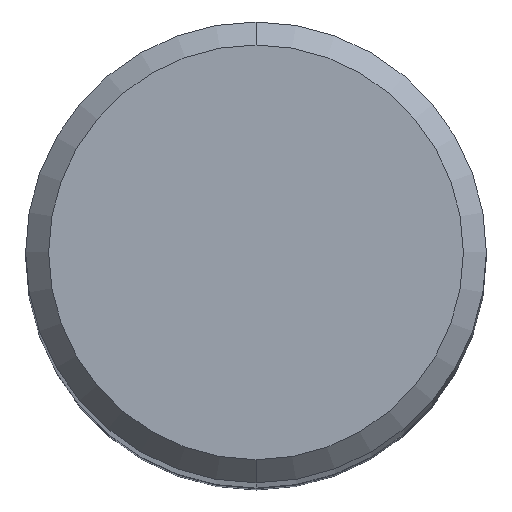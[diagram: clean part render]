
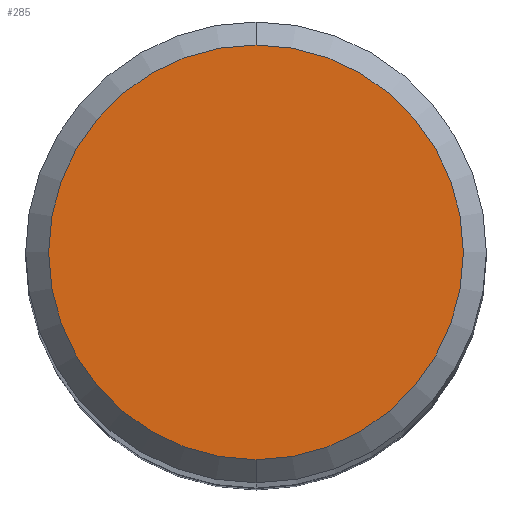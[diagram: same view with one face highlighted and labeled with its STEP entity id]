
A CAD part, top view. The second image highlights one B-rep face of the part: STEP entity #285.
In plain terms, the highlighted planar face has unit normal (0, 0, 1).
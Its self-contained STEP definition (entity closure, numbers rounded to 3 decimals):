
#145=EDGE_CURVE('',#257,#233,#376,.T.);
#233=VERTEX_POINT('',#479);
#257=VERTEX_POINT('',#504);
#285=ADVANCED_FACE('',(#535),#536,.T.);
#343=EDGE_CURVE('',#233,#257,#601,.T.);
#376=CIRCLE('',#632,3.6);
#479=CARTESIAN_POINT('',(0.,-3.6,0.0));
#504=CARTESIAN_POINT('',(0.0,3.6,0.0));
#535=FACE_OUTER_BOUND('',#836,.T.);
#536=PLANE('',#837);
#601=CIRCLE('',#921,3.6);
#632=AXIS2_PLACEMENT_3D('',#933,#934,#935);
#836=EDGE_LOOP('',(#1139,#1140));
#837=AXIS2_PLACEMENT_3D('',#1141,#1142,#1143);
#921=AXIS2_PLACEMENT_3D('',#1229,#1230,#1231);
#933=CARTESIAN_POINT('',(0.0,0.0,0.0));
#934=DIRECTION('',(0.0,0.0,-1.0));
#935=DIRECTION('',(0.0,1.0,0.0));
#1139=ORIENTED_EDGE('',*,*,#145,.F.);
#1140=ORIENTED_EDGE('',*,*,#343,.F.);
#1141=CARTESIAN_POINT('',(0.0,1.8,0.0));
#1142=DIRECTION('',(-0.0,0.0,1.0));
#1143=DIRECTION('',(0.0,-1.0,0.0));
#1229=CARTESIAN_POINT('',(0.0,0.0,0.0));
#1230=DIRECTION('',(0.0,0.0,-1.0));
#1231=DIRECTION('',(0.0,1.0,0.0));
